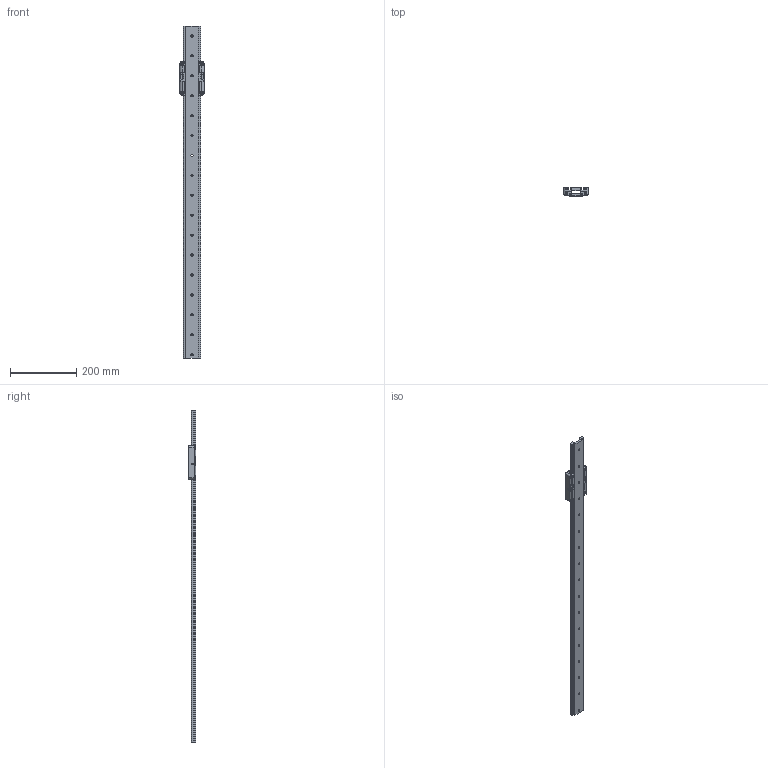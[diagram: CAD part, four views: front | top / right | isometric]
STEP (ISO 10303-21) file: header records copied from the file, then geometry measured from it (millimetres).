
FILE_DESCRIPTION (( 'STEP AP203' ), '1' );
FILE_NAME ('UGA040-1000-0C1G00-1.step', '2024-10-21T11:18:05', ( '' ), ( '' ), 'SwSTEP 2.0', 'SolidWorks 2023', '' );
FILE_SCHEMA (( 'CONFIG_CONTROL_DESIGN' ));
Length unit declared in the file: inch
Products named in the file (3): UGA040-1000-0C1G00-1; UGA040-1000-0C1G00-1_CARRIAGE; UGA040-1000-0C1G00-1_RAIL
Assembly tree (2 placements, depth 2):
  UGA040-1000-0C1G00-1
    UGA040-1000-0C1G00-1_RAIL
    UGA040-1000-0C1G00-1_CARRIAGE
Bounding box: 73 x 23.9 x 1000 mm (x, y, z)
Volume: 475244.1 mm3; surface area: 215322.9 mm2
Topology: 10 solids, 10 shells, 416 faces, 1154 edges, 763 vertices
Faces by surface type: plane 214, cylinder 183, cone 10, bspline 9
Entity records: 14877 total; most frequent: CARTESIAN_POINT 3799, ORIENTED_EDGE 2292, DIRECTION 2214, EDGE_CURVE 1146, AXIS2_PLACEMENT_3D 766, VERTEX_POINT 763, LINE 682, VECTOR 682
